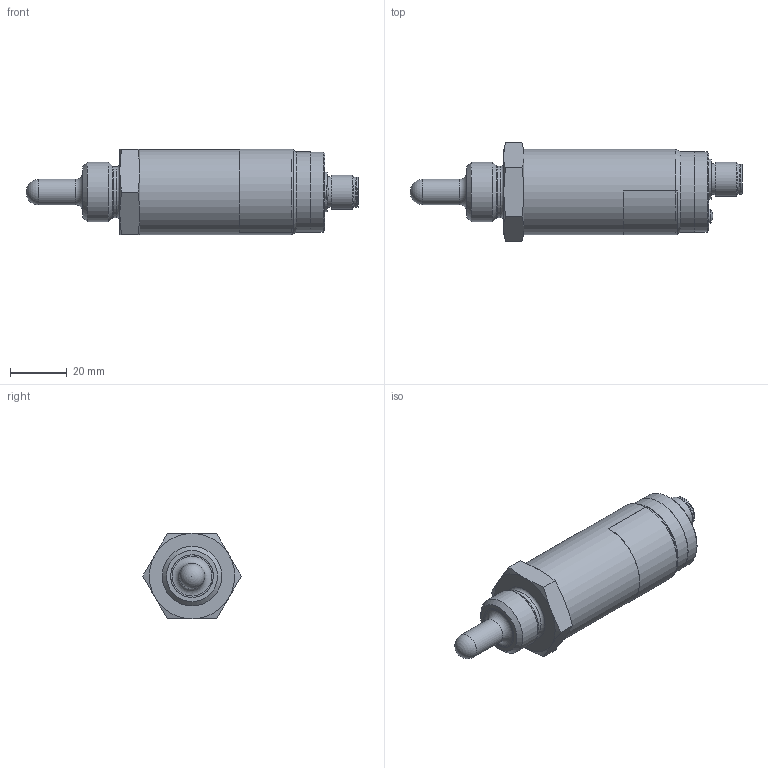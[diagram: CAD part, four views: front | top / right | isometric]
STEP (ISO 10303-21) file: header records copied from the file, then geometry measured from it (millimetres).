
FILE_DESCRIPTION(/* description */ ('Unknown'),/* implementation_level */ '2;1');
FILE_NAME(/* name */ '_DKE-T20-200R',/* time_stamp */ '2021-04-27T14:33:30+05:00',/* author */ ('Unknown'),/* organization */ ('Unknown'),/* preprocessor_version */ 'ST-DEVELOPER v16.7',/* originating_system */ 'Solid Edge',/* authorisation */ 'Unknown');
FILE_SCHEMA (('AUTOMOTIVE_DESIGN {1 0 10303 214 3 1 1}'));
Length unit declared in the file: millimetre
Products named in the file (25): 10.071.000 ﾄﾊﾅ-ﾒ20(40)-20ﾕﾐ; À0.178 Êîðïóñ; Ê1.052 Ãàéêà; Ð0.087 Íèïïåëü; 扻錪犩 025-028-19-2-2; ﾄ0.022; 10.348.000 Ñáîðêà ïëàòû; 扻錪犩 009-012-19-2-2; ×0.001 (Ò20Ý403Õ) ×óâñòâ ýë; 10.071.100 ñáîðêà êðûøêè ñ ïåðåõ; Á0.125 Êðûøêà; À3.005 Ïåðåõîäíèê; ﾎ0.008 ﾋ竟鈞 褪鮏韶萵; Ðåçèñòîð 3296W-1-203LF 20 êÎì; Òðóáêà ÏÂÕ ÒÂ-40-1,5; 10.010.100; Êîðïóñ âèëêè äëÿ 10.010.100; Ý0.001 (äëÿ ñáîðêè); Ê0.009 Óäëèíèòåëü ðåãóëèðîâî÷íîãî ðåçèñòîðà; Ýòèêåòêà 42õ17; L-34ID êðàñíûé íîæêè 6 ìì; Òðóáêà òåðìîóñàäî÷íàÿ  1,6; Êîëüöî 1,50õ1,0 (001,5-003,5-1,0); Êîëüöî 20,0õ1,0 (äëÿ äèàìåòðà 30); 砎鍒鍱 疪畟-2 1,0 眑16.705-110-79
Assembly tree (36 placements, depth 3):
  10.071.000 ﾄﾊﾅ-ﾒ20(40)-20ﾕﾐ
    À0.178 Êîðïóñ
    Ê1.052 Ãàéêà
    Ð0.087 Íèïïåëü
    扻錪犩 025-028-19-2-2
    ﾄ0.022
    10.348.000 Ñáîðêà ïëàòû
    扻錪犩 009-012-19-2-2  x2
    ×0.001 (Ò20Ý403Õ) ×óâñòâ ýë
    10.071.100 ñáîðêà êðûøêè ñ ïåðåõ
      扻錪犩 009-012-19-2-2
      Á0.125 Êðûøêà
      À3.005 Ïåðåõîäíèê
    ﾎ0.008 ﾋ竟鈞 褪鮏韶萵
    Ðåçèñòîð 3296W-1-203LF 20 êÎì
    Òðóáêà ÏÂÕ ÒÂ-40-1,5  x4
    10.010.100
      Êîðïóñ âèëêè äëÿ 10.010.100
      Ý0.001 (äëÿ ñáîðêè)  x4
    Ê0.009 Óäëèíèòåëü ðåãóëèðîâî÷íîãî ðåçèñòîðà
    Ýòèêåòêà 42õ17
    L-34ID êðàñíûé íîæêè 6 ìì
    Òðóáêà òåðìîóñàäî÷íàÿ  1,6  x5
    Êîëüöî 1,50õ1,0 (001,5-003,5-1,0)
    Êîëüöî 20,0õ1,0 (äëÿ äèàìåòðà 30)
    砎鍒鍱 疪畟-2 1,0 眑16.705-110-79
Bounding box: 116.77 x 34.64 x 30.1 mm (x, y, z)
Volume: 29107.9 mm3; surface area: 32245 mm2
Topology: 34 solids, 34 shells, 486 faces, 1021 edges, 664 vertices
Faces by surface type: plane 263, cylinder 147, cone 51, torus 20, sphere 5
Full cylindrical faces by diameter (mm): 0.5 x4, 0.8 x6, 1 x31, 1.2 x4, 1.385 x2, 1.4 x17, 1.416 x1, 1.5 x4, 2 x6, 2.15 x1, 2.3 x5, 2.5 x2, 3 x1, 3.1 x1, 3.5 x2, 3.55 x2, 4.3 x2, 4.9 x1, 6 x1, 6.2 x1, 7.5 x1, 8.2 x1, 8.3 x1, 9 x3, 9.5 x2, 9.6 x1, 10.5 x2, 10.6 x1, 10.8 x2, 10.917 x2
Entity records: 11771 total; most frequent: DIRECTION 1781, CARTESIAN_POINT 1675, ORIENTED_EDGE 1284, AXIS2_PLACEMENT_3D 732, FACE_BOUND 659, EDGE_LOOP 652, EDGE_CURVE 642, VERTEX_POINT 507
